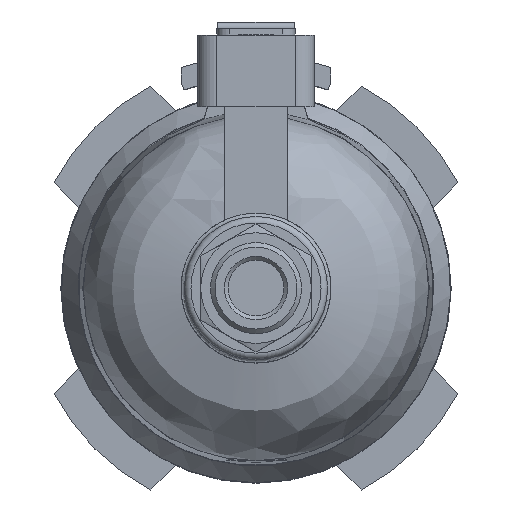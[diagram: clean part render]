
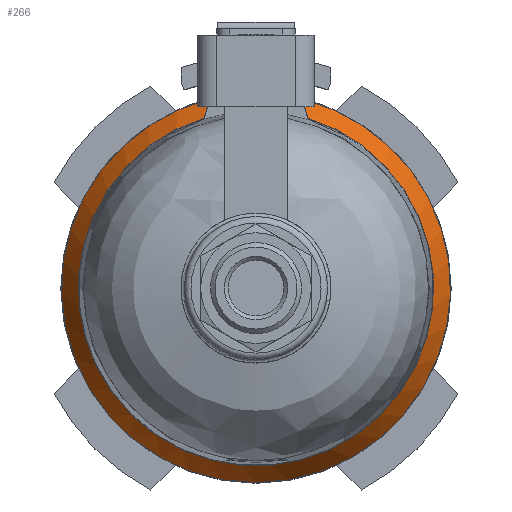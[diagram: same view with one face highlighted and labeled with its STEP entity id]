
A CAD part, front view. The second image highlights one B-rep face of the part: STEP entity #266.
In plain terms, the highlighted conical face has half-angle 30 degrees and reference radius 29.9 mm.
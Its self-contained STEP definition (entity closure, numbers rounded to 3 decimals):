
#266 = ADVANCED_FACE( '', ( #591 ), #592, .T. );
#591 = FACE_OUTER_BOUND( '', #1237, .T. );
#592 = CONICAL_SURFACE( '', #1238, 29.9, 0.524 );
#1237 = EDGE_LOOP( '', ( #2119, #2120, #2121, #2122 ) );
#1238 = AXIS2_PLACEMENT_3D( '', #2123, #2124, #2125 );
#2119 = ORIENTED_EDGE( '', *, *, #4248, .F. );
#2120 = ORIENTED_EDGE( '', *, *, #4317, .F. );
#2121 = ORIENTED_EDGE( '', *, *, #4312, .F. );
#2122 = ORIENTED_EDGE( '', *, *, #4318, .T. );
#2123 = CARTESIAN_POINT( '', ( 0., 124.1, 0. ) );
#2124 = DIRECTION( '', ( 0., 1., 0. ) );
#2125 = DIRECTION( '', ( 0., 0., 1. ) );
#4248 = EDGE_CURVE( '', #4972, #4974, #4975, .T. );
#4312 = EDGE_CURVE( '', #5082, #5084, #5085, .T. );
#4317 = EDGE_CURVE( '', #5084, #4972, #5092, .T. );
#4318 = EDGE_CURVE( '', #5082, #4974, #5093, .T. );
#4972 = VERTEX_POINT( '', #6185 );
#4974 = VERTEX_POINT( '', #6190 );
#4975 = B_SPLINE_CURVE_WITH_KNOTS( '', 3, ( #6191, #6192, #6193, #6194 ), .UNSPECIFIED., .F., .F., ( 4, 4 ), ( 0., 0.005 ), .UNSPECIFIED. );
#5082 = VERTEX_POINT( '', #6516 );
#5084 = VERTEX_POINT( '', #6519 );
#5085 = B_SPLINE_CURVE_WITH_KNOTS( '', 3, ( #6520, #6521, #6522, #6523 ), .UNSPECIFIED., .F., .F., ( 4, 4 ), ( 0., 0.005 ), .UNSPECIFIED. );
#5092 = CIRCLE( '', #6536, 27.322 );
#5093 = CIRCLE( '', #6537, 29.9 );
#6185 = CARTESIAN_POINT( '', ( 7.927, 119.635, 26.147 ) );
#6190 = CARTESIAN_POINT( '', ( 7.126, 124.1, 29.039 ) );
#6191 = CARTESIAN_POINT( '', ( 7.927, 119.635, 26.147 ) );
#6192 = CARTESIAN_POINT( '', ( 7.657, 121.116, 27.122 ) );
#6193 = CARTESIAN_POINT( '', ( 7.39, 122.605, 28.085 ) );
#6194 = CARTESIAN_POINT( '', ( 7.126, 124.1, 29.039 ) );
#6516 = CARTESIAN_POINT( '', ( -7.126, 124.1, 29.039 ) );
#6519 = CARTESIAN_POINT( '', ( -7.927, 119.635, 26.147 ) );
#6520 = CARTESIAN_POINT( '', ( -7.126, 124.1, 29.039 ) );
#6521 = CARTESIAN_POINT( '', ( -7.39, 122.605, 28.085 ) );
#6522 = CARTESIAN_POINT( '', ( -7.657, 121.116, 27.122 ) );
#6523 = CARTESIAN_POINT( '', ( -7.927, 119.635, 26.147 ) );
#6536 = AXIS2_PLACEMENT_3D( '', #8334, #8335, #8336 );
#6537 = AXIS2_PLACEMENT_3D( '', #8337, #8338, #8339 );
#8334 = CARTESIAN_POINT( '', ( 0., 119.635, 0. ) );
#8335 = DIRECTION( '', ( 0., -1., 0. ) );
#8336 = DIRECTION( '', ( 0., 0., -1. ) );
#8337 = CARTESIAN_POINT( '', ( 0., 124.1, 0. ) );
#8338 = DIRECTION( '', ( 0., -1., 0. ) );
#8339 = DIRECTION( '', ( 0., 0., -1. ) );
